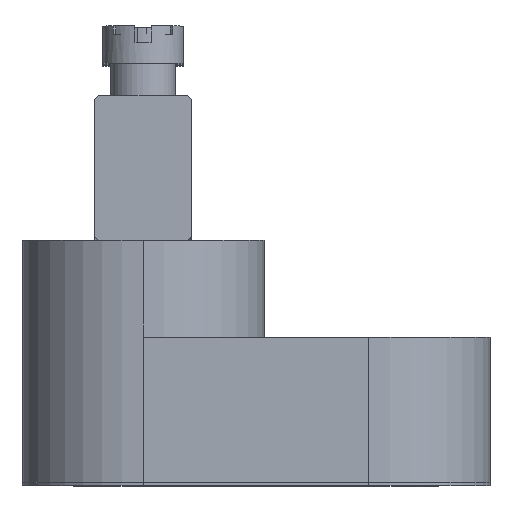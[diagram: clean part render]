
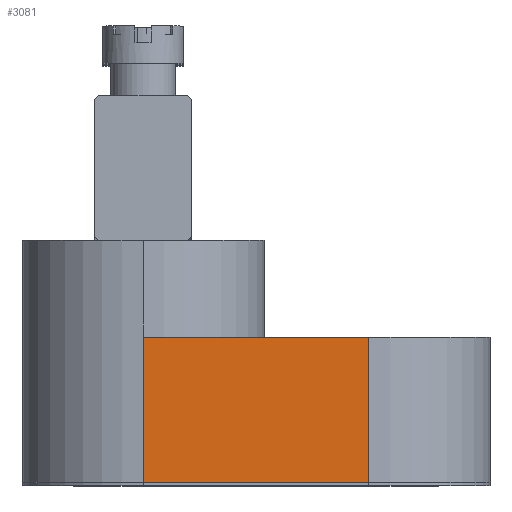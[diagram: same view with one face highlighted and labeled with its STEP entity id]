
A CAD part, top view. The second image highlights one B-rep face of the part: STEP entity #3081.
In plain terms, the highlighted planar face has unit normal (0, 0, 1).
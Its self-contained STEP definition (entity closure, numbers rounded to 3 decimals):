
#12 = VECTOR ( 'NONE', #1331, 1000. ) ;
#243 = FACE_OUTER_BOUND ( 'NONE', #1320, .T. ) ;
#681 = CARTESIAN_POINT ( 'NONE',  ( 7., 9., 7.5 ) ) ;
#1153 = DIRECTION ( 'NONE',  ( 1., 0., 0. ) ) ;
#1164 = CARTESIAN_POINT ( 'NONE',  ( -14.5, 0., 7.5 ) ) ;
#1193 = CARTESIAN_POINT ( 'NONE',  ( -7., -10.607, 7.5 ) ) ;
#1214 = DIRECTION ( 'NONE',  ( 0., 1., 0. ) ) ;
#1262 = VERTEX_POINT ( 'NONE', #7976 ) ;
#1280 = CARTESIAN_POINT ( 'NONE',  ( -14.5, 9., 7.5 ) ) ;
#1308 = DIRECTION ( 'NONE',  ( 1., 0., 0. ) ) ;
#1320 = EDGE_LOOP ( 'NONE', ( #1612, #3402, #5499, #7385 ) ) ;
#1331 = DIRECTION ( 'NONE',  ( 0., 1., 0. ) ) ;
#1432 = CARTESIAN_POINT ( 'NONE',  ( 7., -10.607, 7.5 ) ) ;
#1612 = ORIENTED_EDGE ( 'NONE', *, *, #2790, .T. ) ;
#2072 = VECTOR ( 'NONE', #1308, 1000. ) ;
#2553 = VERTEX_POINT ( 'NONE', #4247 ) ;
#2790 = EDGE_CURVE ( 'NONE', #5696, #6918, #7790, .T. ) ;
#2798 = EDGE_CURVE ( 'NONE', #2553, #6918, #3829, .T. ) ;
#2810 = EDGE_CURVE ( 'NONE', #1262, #2553, #7575, .T. ) ;
#2824 = EDGE_CURVE ( 'NONE', #1262, #5696, #8988, .T. ) ;
#3081 = ADVANCED_FACE ( 'NONE', ( #243 ), #4829, .F. ) ;
#3402 = ORIENTED_EDGE ( 'NONE', *, *, #2798, .F. ) ;
#3829 = LINE ( 'NONE', #1280, #2072 ) ;
#4247 = CARTESIAN_POINT ( 'NONE',  ( -7., 9., 7.5 ) ) ;
#4355 = DIRECTION ( 'NONE',  ( -1., 0., 0. ) ) ;
#4592 = DIRECTION ( 'NONE',  ( 0., 0., -1. ) ) ;
#4829 = PLANE ( 'NONE',  #6980 ) ;
#4924 = CARTESIAN_POINT ( 'NONE',  ( -14.5, 9., 7.5 ) ) ;
#5473 = VECTOR ( 'NONE', #1214, 1000. ) ;
#5499 = ORIENTED_EDGE ( 'NONE', *, *, #2810, .F. ) ;
#5696 = VERTEX_POINT ( 'NONE', #6111 ) ;
#6111 = CARTESIAN_POINT ( 'NONE',  ( 7., 0., 7.5 ) ) ;
#6918 = VERTEX_POINT ( 'NONE', #681 ) ;
#6980 = AXIS2_PLACEMENT_3D ( 'NONE', #4924, #4592, #4355 ) ;
#7131 = VECTOR ( 'NONE', #1153, 1000. ) ;
#7385 = ORIENTED_EDGE ( 'NONE', *, *, #2824, .T. ) ;
#7575 = LINE ( 'NONE', #1193, #5473 ) ;
#7790 = LINE ( 'NONE', #1432, #12 ) ;
#7976 = CARTESIAN_POINT ( 'NONE',  ( -7., 0., 7.5 ) ) ;
#8988 = LINE ( 'NONE', #1164, #7131 ) ;
